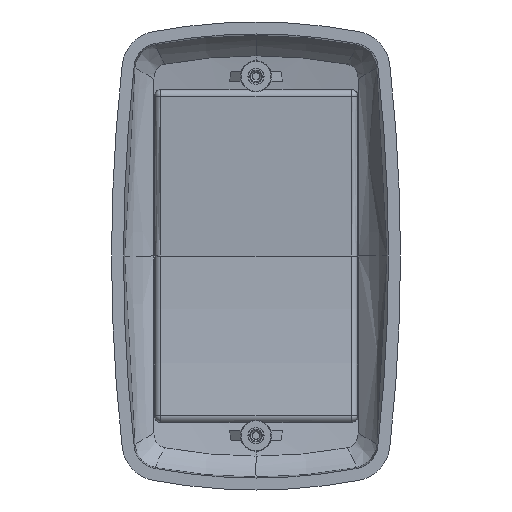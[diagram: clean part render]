
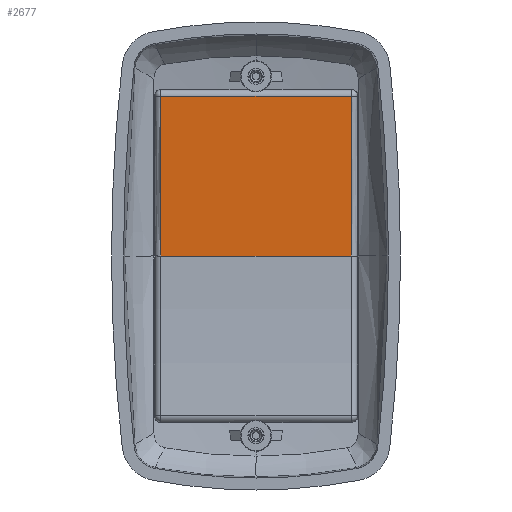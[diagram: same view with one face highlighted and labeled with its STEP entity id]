
A CAD part, front view. The second image highlights one B-rep face of the part: STEP entity #2677.
In plain terms, the highlighted cylindrical face has radius 203.216 mm (diameter 406.432 mm), a partial arc.
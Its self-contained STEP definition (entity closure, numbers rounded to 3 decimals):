
#59=CYLINDRICAL_SURFACE('',#2944,203.216);
#354=B_SPLINE_CURVE_WITH_KNOTS('',3,(#15698,#15699,#15700,#15701),
 .UNSPECIFIED.,.F.,.F.,(4,4),(0.,0.027),.UNSPECIFIED.);
#355=B_SPLINE_CURVE_WITH_KNOTS('',3,(#15704,#15705,#15706,#15707),
 .UNSPECIFIED.,.F.,.F.,(4,4),(0.,0.027),.UNSPECIFIED.);
#491=FACE_OUTER_BOUND('',#661,.T.);
#661=EDGE_LOOP('',(#2389,#2390,#2391,#2392));
#750=LINE('',#15696,#812);
#751=LINE('',#15703,#813);
#812=VECTOR('',#3485,1000.);
#813=VECTOR('',#3486,1000.);
#1242=VERTEX_POINT('',#15694);
#1243=VERTEX_POINT('',#15695);
#1244=VERTEX_POINT('',#15697);
#1245=VERTEX_POINT('',#15702);
#1641=EDGE_CURVE('',#1242,#1243,#750,.T.);
#1642=EDGE_CURVE('',#1243,#1244,#354,.T.);
#1643=EDGE_CURVE('',#1245,#1244,#751,.T.);
#1644=EDGE_CURVE('',#1245,#1242,#355,.T.);
#2389=ORIENTED_EDGE('',*,*,#1641,.T.);
#2390=ORIENTED_EDGE('',*,*,#1642,.T.);
#2391=ORIENTED_EDGE('',*,*,#1643,.F.);
#2392=ORIENTED_EDGE('',*,*,#1644,.T.);
#2677=ADVANCED_FACE('',(#491),#59,.F.);
#2944=AXIS2_PLACEMENT_3D('',#15693,#3483,#3484);
#3483=DIRECTION('center_axis',(1.,0.,0.));
#3484=DIRECTION('ref_axis',(0.,0.,1.));
#3485=DIRECTION('',(-1.,0.,0.));
#3486=DIRECTION('',(-1.,0.,0.));
#15693=CARTESIAN_POINT('Origin',(28.419,-197.169,0.));
#15694=CARTESIAN_POINT('',(15.906,4.294,26.632));
#15695=CARTESIAN_POINT('',(-15.906,4.294,26.632));
#15696=CARTESIAN_POINT('',(28.419,4.294,26.632));
#15697=CARTESIAN_POINT('',(-15.906,6.047,0.));
#15698=CARTESIAN_POINT('Ctrl Pts',(-15.906,4.294,26.632));
#15699=CARTESIAN_POINT('Ctrl Pts',(-15.906,5.462,17.793));
#15700=CARTESIAN_POINT('Ctrl Pts',(-15.906,6.047,8.916));
#15701=CARTESIAN_POINT('Ctrl Pts',(-15.906,6.047,0.));
#15702=CARTESIAN_POINT('',(15.906,6.047,0.));
#15703=CARTESIAN_POINT('',(16.848,6.047,0.));
#15704=CARTESIAN_POINT('Ctrl Pts',(15.906,6.047,0.));
#15705=CARTESIAN_POINT('Ctrl Pts',(15.906,6.047,8.916));
#15706=CARTESIAN_POINT('Ctrl Pts',(15.906,5.462,17.793));
#15707=CARTESIAN_POINT('Ctrl Pts',(15.906,4.294,26.632));
